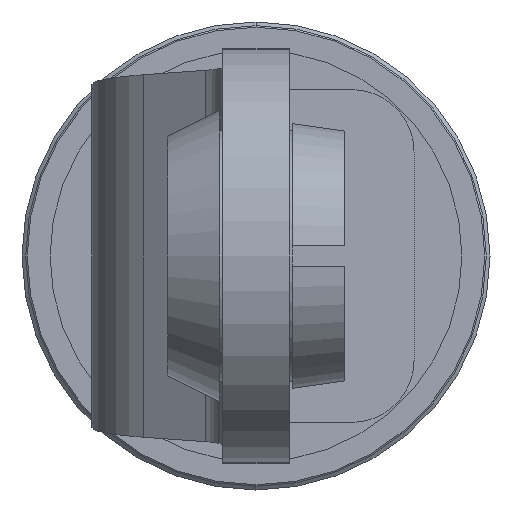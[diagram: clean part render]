
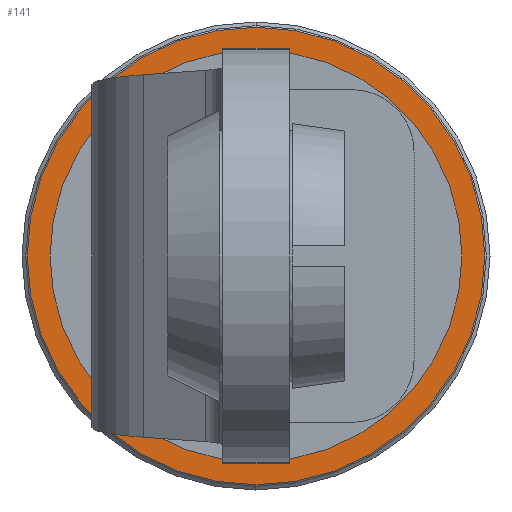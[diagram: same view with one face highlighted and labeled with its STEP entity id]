
A CAD part, left-side view. The second image highlights one B-rep face of the part: STEP entity #141.
In plain terms, the highlighted planar face has unit normal (-1, 0, 0).
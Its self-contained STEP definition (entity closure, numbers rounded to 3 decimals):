
#141=ADVANCED_FACE('',(#562,#563),#561,.F.);
#561=PLANE('',#1972);
#562=FACE_OUTER_BOUND('',#1973,.T.);
#563=FACE_BOUND('',#1974,.T.);
#1969=CARTESIAN_POINT('',(162.926,-22.863,213.185));
#1970=DIRECTION('',(1.,0.,0.));
#1971=DIRECTION('',(0.,0.,-1.));
#1972=AXIS2_PLACEMENT_3D('',#1969,#1970,#1971);
#1973=EDGE_LOOP('',(#2907,#2908));
#1974=EDGE_LOOP('',(#2909,#2910));
#2907=ORIENTED_EDGE('',*,*,#3623,.T.);
#2908=ORIENTED_EDGE('',*,*,#3624,.T.);
#2909=ORIENTED_EDGE('',*,*,#3625,.F.);
#2910=ORIENTED_EDGE('',*,*,#3626,.F.);
#3623=EDGE_CURVE('',#4554,#4555,#4556,.T.);
#3624=EDGE_CURVE('',#4555,#4554,#4562,.T.);
#3625=EDGE_CURVE('',#4568,#4569,#4570,.T.);
#3626=EDGE_CURVE('',#4569,#4568,#4576,.T.);
#4554=VERTEX_POINT('',#6822);
#4555=VERTEX_POINT('',#6823);
#4556=CIRCLE('',#6827,11.);
#4562=CIRCLE('',#6831,11.);
#4568=VERTEX_POINT('',#6832);
#4569=VERTEX_POINT('',#6833);
#4570=CIRCLE('',#6837,9.9);
#4576=CIRCLE('',#6841,9.9);
#6822=CARTESIAN_POINT('',(162.926,0.,209.885));
#6823=CARTESIAN_POINT('',(162.926,0.,187.885));
#6824=CARTESIAN_POINT('',(162.926,0.,198.885));
#6825=DIRECTION('',(-1.,0.,0.));
#6826=DIRECTION('',(0.,0.,1.));
#6827=AXIS2_PLACEMENT_3D('',#6824,#6825,#6826);
#6828=CARTESIAN_POINT('',(162.926,0.,198.885));
#6829=DIRECTION('',(-1.,0.,0.));
#6830=DIRECTION('',(0.,0.,1.));
#6831=AXIS2_PLACEMENT_3D('',#6828,#6829,#6830);
#6832=CARTESIAN_POINT('',(162.926,0.,188.985));
#6833=CARTESIAN_POINT('',(162.926,0.,208.785));
#6834=CARTESIAN_POINT('',(162.926,0.,198.885));
#6835=DIRECTION('',(-1.,0.,0.));
#6836=DIRECTION('',(0.,0.,1.));
#6837=AXIS2_PLACEMENT_3D('',#6834,#6835,#6836);
#6838=CARTESIAN_POINT('',(162.926,0.,198.885));
#6839=DIRECTION('',(-1.,0.,0.));
#6840=DIRECTION('',(0.,0.,1.));
#6841=AXIS2_PLACEMENT_3D('',#6838,#6839,#6840);
